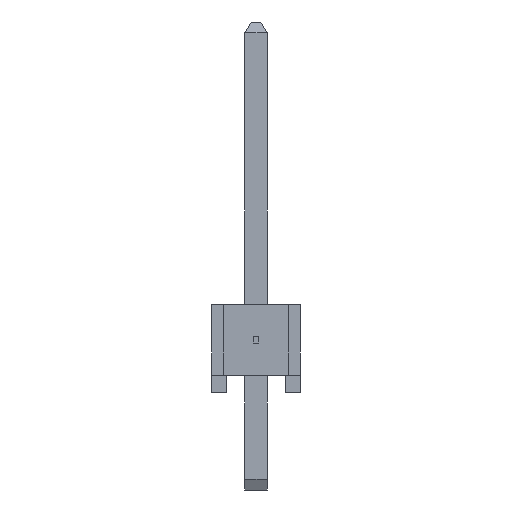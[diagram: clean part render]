
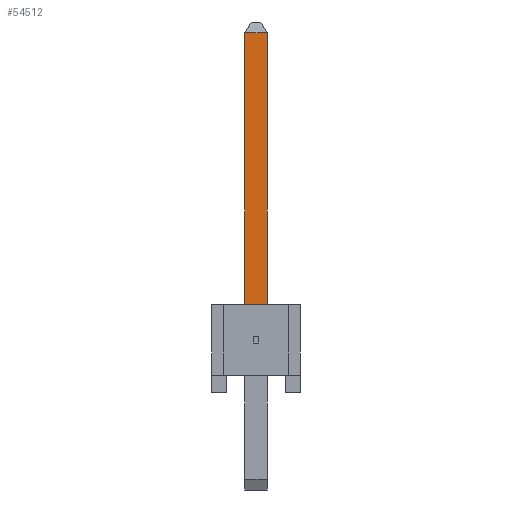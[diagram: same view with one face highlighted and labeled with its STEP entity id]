
A CAD part, left-side view. The second image highlights one B-rep face of the part: STEP entity #54512.
In plain terms, the highlighted planar face has unit normal (-1, 0, 0).
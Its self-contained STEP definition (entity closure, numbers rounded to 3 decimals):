
#54512 = ADVANCED_FACE('',(#54513),#54547,.F.);
#54513 = FACE_BOUND('',#54514,.T.);
#54514 = EDGE_LOOP('',(#54515,#54525,#54533,#54541));
#54515 = ORIENTED_EDGE('',*,*,#54516,.T.);
#54516 = EDGE_CURVE('',#54517,#54519,#54521,.T.);
#54517 = VERTEX_POINT('',#54518);
#54518 = CARTESIAN_POINT('',(-54.928,13.157,0.318));
#54519 = VERTEX_POINT('',#54520);
#54520 = CARTESIAN_POINT('',(-54.928,13.157,-0.318));
#54521 = LINE('',#54522,#54523);
#54522 = CARTESIAN_POINT('',(-54.928,13.157,2.54));
#54523 = VECTOR('',#54524,1.);
#54524 = DIRECTION('',(0.,0.,-1.));
#54525 = ORIENTED_EDGE('',*,*,#54526,.T.);
#54526 = EDGE_CURVE('',#54519,#54527,#54529,.T.);
#54527 = VERTEX_POINT('',#54528);
#54528 = CARTESIAN_POINT('',(-54.928,4.191,-0.318));
#54529 = LINE('',#54530,#54531);
#54530 = CARTESIAN_POINT('',(-54.928,13.462,-0.318));
#54531 = VECTOR('',#54532,1.);
#54532 = DIRECTION('',(0.,-1.,0.));
#54533 = ORIENTED_EDGE('',*,*,#54534,.F.);
#54534 = EDGE_CURVE('',#54535,#54527,#54537,.T.);
#54535 = VERTEX_POINT('',#54536);
#54536 = CARTESIAN_POINT('',(-54.928,4.191,0.318));
#54537 = LINE('',#54538,#54539);
#54538 = CARTESIAN_POINT('',(-54.928,4.191,0.318));
#54539 = VECTOR('',#54540,1.);
#54540 = DIRECTION('',(0.,0.,-1.));
#54541 = ORIENTED_EDGE('',*,*,#54542,.F.);
#54542 = EDGE_CURVE('',#54517,#54535,#54543,.T.);
#54543 = LINE('',#54544,#54545);
#54544 = CARTESIAN_POINT('',(-54.928,13.462,0.318));
#54545 = VECTOR('',#54546,1.);
#54546 = DIRECTION('',(0.,-1.,0.));
#54547 = PLANE('',#54548);
#54548 = AXIS2_PLACEMENT_3D('',#54549,#54550,#54551);
#54549 = CARTESIAN_POINT('',(-54.928,13.462,0.318));
#54550 = DIRECTION('',(1.,0.,0.));
#54551 = DIRECTION('',(0.,0.,-1.));
